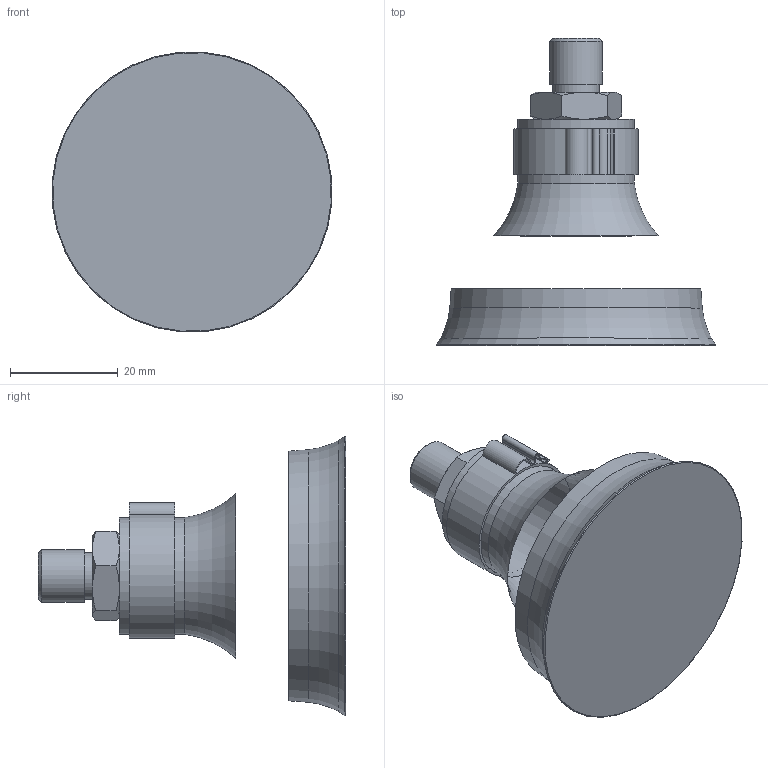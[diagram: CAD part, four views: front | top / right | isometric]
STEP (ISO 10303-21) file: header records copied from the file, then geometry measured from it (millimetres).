
FILE_DESCRIPTION(/* description */ (''),/* implementation_level */ '2;1');
FILE_NAME(/* name */ 'v52epdm_rac7r1-8m_pcabrcobra20.stp',/* time_stamp */ '2020-12-21T12:45:06+01:00',/* author */ ('enginyeria'),/* organization */ (''),/* preprocessor_version */ 'ST-DEVELOPER v17.2',/* originating_system */ 'Autodesk Inventor 2019',/* authorisation */ '');
FILE_SCHEMA (('CONFIG_CONTROL_DESIGN'));
Length unit declared in the file: millimetre
Products named in the file (1): v52sb_rac7r1-8m_pcabrcobra20
Bounding box: 51.83 x 56.92 x 51.83 mm (x, y, z)
Volume: 41475.3 mm3; surface area: 9791.6 mm2
Topology: 2 solids, 2 shells, 57 faces, 153 edges, 101 vertices
Faces by surface type: plane 19, cylinder 17, cone 17, torus 4
Full cylindrical faces by diameter (mm): 5 x1, 8.566 x1, 9.728 x1, 21.7 x1, 22 x1
Entity records: 1928 total; most frequent: CARTESIAN_POINT 359, DIRECTION 326, ORIENTED_EDGE 304, EDGE_CURVE 152, AXIS2_PLACEMENT_3D 140, VERTEX_POINT 101, CIRCLE 82, EDGE_LOOP 63
